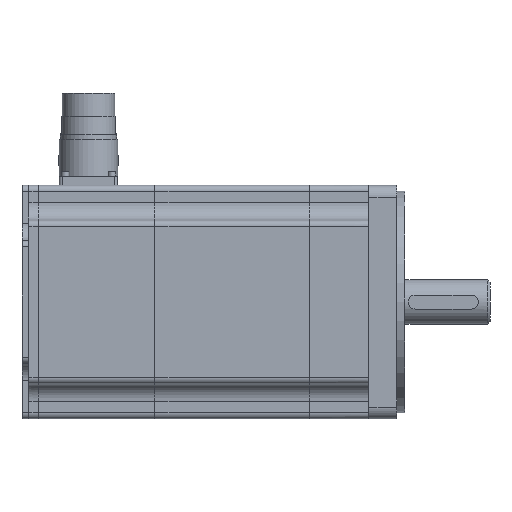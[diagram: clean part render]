
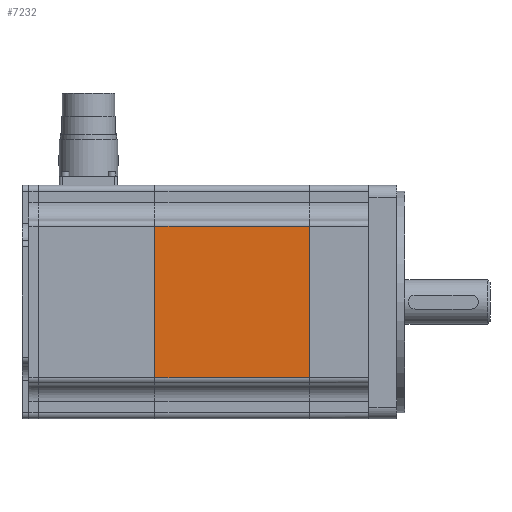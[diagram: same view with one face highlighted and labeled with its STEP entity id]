
A CAD part, front view. The second image highlights one B-rep face of the part: STEP entity #7232.
In plain terms, the highlighted planar face has unit normal (0, -1, 0).
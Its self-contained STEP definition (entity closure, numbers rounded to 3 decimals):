
#6741=CARTESIAN_POINT('POINT4322',(-91.6,-50.,
   -32.5));
#6742=VERTEX_POINT('VERTEX4322',#6741);
#6750=CARTESIAN_POINT('POINT4323',(-91.6,-50.,
   32.5));
#6751=VERTEX_POINT('VERTEX4323',#6750);
#6752=CARTESIAN_POINT('POS7578',(-91.6,-50.,
   -16.25));
#6753=DIRECTION('DIR11839',(0.,0.,1.));
#6754=VECTOR('VEC3317',#6753,25.4);
#6755=LINE('STRAIGHT3317',#6752,#6754);
#6756=EDGE_CURVE('EDGE6648',#6742,#6751,#6755,.T.);
#7184=CARTESIAN_POINT('POINT4349',(-25.5,-50.,-32.5));
#7185=VERTEX_POINT('VERTEX4349',#7184);
#7193=CARTESIAN_POINT('POS7627',(-91.6,-50.,
   -32.5));
#7194=DIRECTION('DIR11913',(1.,0.,0.));
#7195=VECTOR('VEC3341',#7194,25.4);
#7196=LINE('STRAIGHT3341',#7193,#7195);
#7197=EDGE_CURVE('EDGE6688',#6742,#7185,#7196,.T.);
#7209=CARTESIAN_POINT('POINT4350',(-25.5,-50.,32.5));
#7210=VERTEX_POINT('VERTEX4350',#7209);
#7211=CARTESIAN_POINT('POS7629',(-25.5,-50.,-32.5));
#7212=DIRECTION('DIR11916',(0.,0.,1.));
#7213=VECTOR('VEC3342',#7212,25.4);
#7214=LINE('STRAIGHT3342',#7211,#7213);
#7215=EDGE_CURVE('EDGE6689',#7185,#7210,#7214,.T.);
#7216=ORIENTED_EDGE('COEDGE13347',*,*,#7215,.T.);
#7217=CARTESIAN_POINT('POS7630',(-91.6,-50.,32.5
   ));
#7218=DIRECTION('DIR11917',(1.,0.,0.));
#7219=VECTOR('VEC3343',#7218,25.4);
#7220=LINE('STRAIGHT3343',#7217,#7219);
#7221=EDGE_CURVE('EDGE6690',#6751,#7210,#7220,.T.);
#7222=ORIENTED_EDGE('COEDGE13348',*,*,#7221,.F.);
#7223=ORIENTED_EDGE('COEDGE13349',*,*,#6756,.F.);
#7224=ORIENTED_EDGE('COEDGE13350',*,*,#7197,.T.);
#7225=EDGE_LOOP('NONE',(#7216,#7222,#7223,#7224));
#7226=FACE_BOUND('LOOP1',#7225,.T.);
#7227=CARTESIAN_POINT('POS7631',(-91.6,-50.,
   -32.5));
#7228=DIRECTION('DIR11918',(0.,-1.,0.));
#7229=DIRECTION('DIR11919',(1.,0.,0.));
#7230=AXIS2_PLACEMENT_3D('AXIS4288',#7227,#7228,#7229);
#7231=PLANE('PLANE1058',#7230);
#7232=ADVANCED_FACE('FACE2792',(#7226),#7231,.T.);
